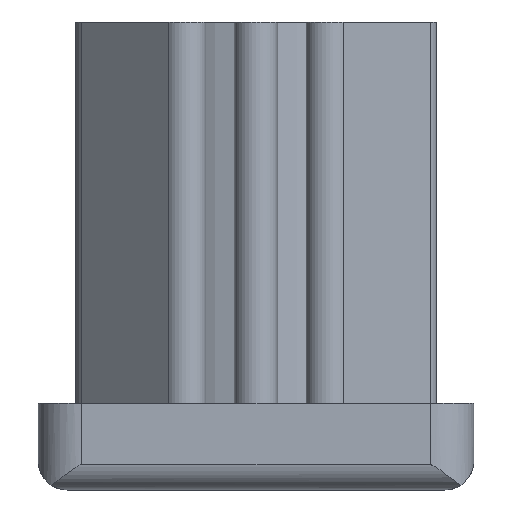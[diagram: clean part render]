
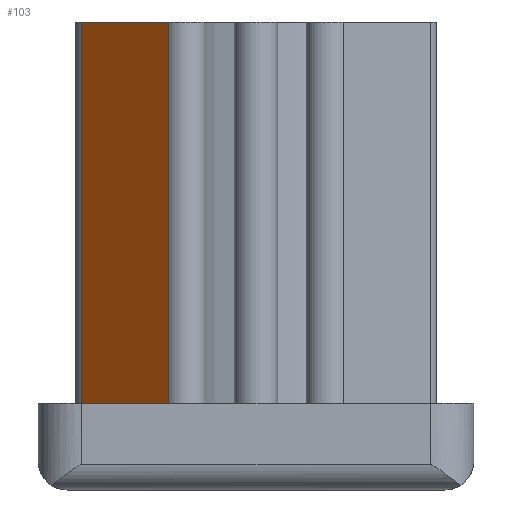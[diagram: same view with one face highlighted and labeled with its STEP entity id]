
A CAD part, left-side view. The second image highlights one B-rep face of the part: STEP entity #103.
In plain terms, the highlighted planar face has unit normal (-0.707, 0.707, 0).
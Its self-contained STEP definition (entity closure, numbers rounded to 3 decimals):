
#103 = ADVANCED_FACE( '', ( #261 ), #262, .F. );
#261 = FACE_OUTER_BOUND( '', #476, .T. );
#262 = PLANE( '', #477 );
#476 = EDGE_LOOP( '', ( #717, #718, #719, #720 ) );
#477 = AXIS2_PLACEMENT_3D( '', #721, #722, #723 );
#717 = ORIENTED_EDGE( '', *, *, #1336, .T. );
#718 = ORIENTED_EDGE( '', *, *, #1337, .T. );
#719 = ORIENTED_EDGE( '', *, *, #1338, .F. );
#720 = ORIENTED_EDGE( '', *, *, #1339, .F. );
#721 = CARTESIAN_POINT( '', ( -8., 16., 43. ) );
#722 = DIRECTION( '', ( 0.707, -0.707, 0. ) );
#723 = DIRECTION( '', ( 0.707, 0.707, 0. ) );
#1336 = EDGE_CURVE( '', #1613, #1614, #1615, .T. );
#1337 = EDGE_CURVE( '', #1614, #1616, #1617, .T. );
#1338 = EDGE_CURVE( '', #1618, #1616, #1619, .T. );
#1339 = EDGE_CURVE( '', #1613, #1618, #1620, .T. );
#1613 = VERTEX_POINT( '', #2055 );
#1614 = VERTEX_POINT( '', #2056 );
#1615 = LINE( '', #2057, #2058 );
#1616 = VERTEX_POINT( '', #2059 );
#1617 = LINE( '', #2060, #2061 );
#1618 = VERTEX_POINT( '', #2062 );
#1619 = LINE( '', #2063, #2064 );
#1620 = LINE( '', #2065, #2066 );
#2055 = CARTESIAN_POINT( '', ( -8., 16., 43. ) );
#2056 = CARTESIAN_POINT( '', ( -8., 16., 8. ) );
#2057 = CARTESIAN_POINT( '', ( -8., 16., 43. ) );
#2058 = VECTOR( '', #2609, 1000. );
#2059 = CARTESIAN_POINT( '', ( -16., 8., 8. ) );
#2060 = CARTESIAN_POINT( '', ( -8., 16., 8. ) );
#2061 = VECTOR( '', #2610, 1000. );
#2062 = CARTESIAN_POINT( '', ( -16., 8., 43. ) );
#2063 = CARTESIAN_POINT( '', ( -16., 8., 43. ) );
#2064 = VECTOR( '', #2611, 1000. );
#2065 = CARTESIAN_POINT( '', ( -8., 16., 43. ) );
#2066 = VECTOR( '', #2612, 1000. );
#2609 = DIRECTION( '', ( 0., 0., -1. ) );
#2610 = DIRECTION( '', ( -0.707, -0.707, 0. ) );
#2611 = DIRECTION( '', ( 0., 0., -1. ) );
#2612 = DIRECTION( '', ( -0.707, -0.707, 0. ) );
